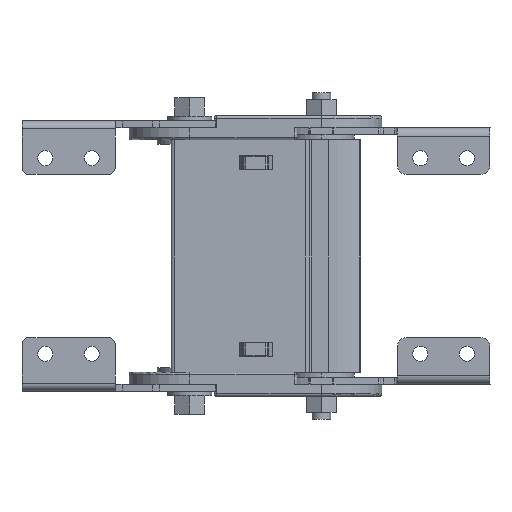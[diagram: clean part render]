
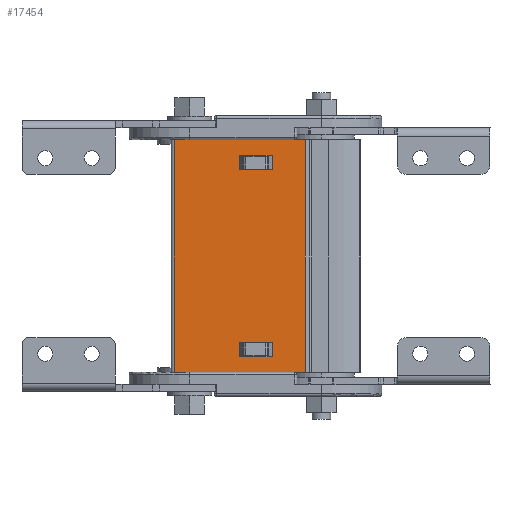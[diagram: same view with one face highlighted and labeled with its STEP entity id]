
A CAD part, front view. The second image highlights one B-rep face of the part: STEP entity #17454.
In plain terms, the highlighted planar face has unit normal (0, -1, 0).
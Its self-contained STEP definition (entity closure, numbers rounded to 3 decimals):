
#500 = VECTOR ( 'NONE', #1055, 1000. ) ;
#726 = ORIENTED_EDGE ( 'NONE', *, *, #14467, .T. ) ;
#842 = LINE ( 'NONE', #24156, #41587 ) ;
#1055 = DIRECTION ( 'NONE',  ( 0., 0., 1. ) ) ;
#1171 = VERTEX_POINT ( 'NONE', #30758 ) ;
#1200 = VERTEX_POINT ( 'NONE', #26567 ) ;
#3054 = EDGE_CURVE ( 'NONE', #23679, #32883, #7490, .T. ) ;
#3239 = CARTESIAN_POINT ( 'NONE',  ( -26.833, 71.004, 21.084 ) ) ;
#3610 = LINE ( 'NONE', #21113, #500 ) ;
#3661 = FACE_BOUND ( 'NONE', #49341, .T. ) ;
#5635 = VERTEX_POINT ( 'NONE', #39696 ) ;
#5735 = DIRECTION ( 'NONE',  ( 1., 0., 0. ) ) ;
#5898 = CARTESIAN_POINT ( 'NONE',  ( -26.833, 71.004, 14.784 ) ) ;
#6224 = VECTOR ( 'NONE', #23484, 1000. ) ;
#6438 = VECTOR ( 'NONE', #25515, 1000. ) ;
#6587 = CARTESIAN_POINT ( 'NONE',  ( -40.833, 71.004, 21.084 ) ) ;
#6856 = CARTESIAN_POINT ( 'NONE',  ( -40.833, 71.004, 21.084 ) ) ;
#7082 = ORIENTED_EDGE ( 'NONE', *, *, #25115, .F. ) ;
#7490 = LINE ( 'NONE', #50947, #6224 ) ;
#7735 = LINE ( 'NONE', #41038, #33727 ) ;
#9587 = CARTESIAN_POINT ( 'NONE',  ( -12.613, 71.004, 27.834 ) ) ;
#9821 = ORIENTED_EDGE ( 'NONE', *, *, #14527, .F. ) ;
#10269 = LINE ( 'NONE', #51026, #28919 ) ;
#10792 = EDGE_LOOP ( 'NONE', ( #22614, #40513, #44727, #726 ) ) ;
#11590 = CARTESIAN_POINT ( 'NONE',  ( -43.833, 71.004, 27.834 ) ) ;
#12117 = VERTEX_POINT ( 'NONE', #6587 ) ;
#13554 = CARTESIAN_POINT ( 'NONE',  ( -43.833, 71.004, -72.166 ) ) ;
#13821 = CARTESIAN_POINT ( 'NONE',  ( -40.833, 71.004, -65.416 ) ) ;
#14054 = VERTEX_POINT ( 'NONE', #3239 ) ;
#14296 = VERTEX_POINT ( 'NONE', #33159 ) ;
#14332 = EDGE_CURVE ( 'NONE', #50205, #5635, #39281, .T. ) ;
#14467 = EDGE_CURVE ( 'NONE', #34572, #22296, #16997, .T. ) ;
#14527 = EDGE_CURVE ( 'NONE', #1171, #1200, #42319, .T. ) ;
#15465 = CARTESIAN_POINT ( 'NONE',  ( -68.813, 71.004, 27.834 ) ) ;
#16997 = LINE ( 'NONE', #19333, #40509 ) ;
#17454 = ADVANCED_FACE ( 'NONE', ( #48796, #48219, #3661 ), #43255, .F. ) ;
#17481 = ORIENTED_EDGE ( 'NONE', *, *, #29242, .T. ) ;
#17486 = CARTESIAN_POINT ( 'NONE',  ( -40.833, 71.004, -65.416 ) ) ;
#18098 = VECTOR ( 'NONE', #5735, 1000. ) ;
#19333 = CARTESIAN_POINT ( 'NONE',  ( -43.833, 71.004, 27.834 ) ) ;
#19635 = LINE ( 'NONE', #6856, #26387 ) ;
#20388 = EDGE_CURVE ( 'NONE', #34572, #50205, #10269, .T. ) ;
#20823 = EDGE_CURVE ( 'NONE', #12117, #14054, #19635, .T. ) ;
#21113 = CARTESIAN_POINT ( 'NONE',  ( -26.833, 71.004, -59.116 ) ) ;
#21402 = ORIENTED_EDGE ( 'NONE', *, *, #23622, .T. ) ;
#22296 = VERTEX_POINT ( 'NONE', #15465 ) ;
#22379 = CARTESIAN_POINT ( 'NONE',  ( -12.613, 71.004, -72.166 ) ) ;
#22614 = ORIENTED_EDGE ( 'NONE', *, *, #28483, .T. ) ;
#23484 = DIRECTION ( 'NONE',  ( -1., 0., 0. ) ) ;
#23622 = EDGE_CURVE ( 'NONE', #32883, #12117, #27422, .T. ) ;
#23635 = EDGE_CURVE ( 'NONE', #46397, #14296, #45909, .T. ) ;
#23679 = VERTEX_POINT ( 'NONE', #5898 ) ;
#24156 = CARTESIAN_POINT ( 'NONE',  ( -26.833, 71.004, 14.784 ) ) ;
#24781 = CARTESIAN_POINT ( 'NONE',  ( -68.813, 71.004, 109.453 ) ) ;
#25115 = EDGE_CURVE ( 'NONE', #14296, #1171, #3610, .T. ) ;
#25515 = DIRECTION ( 'NONE',  ( -1., 0., 0. ) ) ;
#26270 = VECTOR ( 'NONE', #35381, 1000. ) ;
#26387 = VECTOR ( 'NONE', #27313, 1000. ) ;
#26567 = CARTESIAN_POINT ( 'NONE',  ( -40.833, 71.004, -59.116 ) ) ;
#27313 = DIRECTION ( 'NONE',  ( 1., 0., 0. ) ) ;
#27422 = LINE ( 'NONE', #37539, #49640 ) ;
#27453 = CARTESIAN_POINT ( 'NONE',  ( -40.833, 71.004, -59.116 ) ) ;
#28483 = EDGE_CURVE ( 'NONE', #22296, #5635, #32441, .T. ) ;
#28854 = ORIENTED_EDGE ( 'NONE', *, *, #23635, .F. ) ;
#28919 = VECTOR ( 'NONE', #35134, 1000. ) ;
#29242 = EDGE_CURVE ( 'NONE', #14054, #23679, #842, .T. ) ;
#30758 = CARTESIAN_POINT ( 'NONE',  ( -26.833, 71.004, -59.116 ) ) ;
#32441 = LINE ( 'NONE', #24781, #42299 ) ;
#32883 = VERTEX_POINT ( 'NONE', #46595 ) ;
#33159 = CARTESIAN_POINT ( 'NONE',  ( -26.833, 71.004, -65.416 ) ) ;
#33727 = VECTOR ( 'NONE', #44681, 1000. ) ;
#34572 = VERTEX_POINT ( 'NONE', #9587 ) ;
#34862 = DIRECTION ( 'NONE',  ( -1., 0., 0. ) ) ;
#35134 = DIRECTION ( 'NONE',  ( 0., 0., -1. ) ) ;
#35381 = DIRECTION ( 'NONE',  ( -1., 0., 0. ) ) ;
#37539 = CARTESIAN_POINT ( 'NONE',  ( -40.833, 71.004, 14.784 ) ) ;
#38599 = DIRECTION ( 'NONE',  ( 0., 1., 0. ) ) ;
#39281 = LINE ( 'NONE', #13554, #6438 ) ;
#39696 = CARTESIAN_POINT ( 'NONE',  ( -68.813, 71.004, -72.166 ) ) ;
#40509 = VECTOR ( 'NONE', #34862, 1000. ) ;
#40513 = ORIENTED_EDGE ( 'NONE', *, *, #14332, .F. ) ;
#41038 = CARTESIAN_POINT ( 'NONE',  ( -40.833, 71.004, -59.116 ) ) ;
#41333 = DIRECTION ( 'NONE',  ( 0., 0., 1. ) ) ;
#41587 = VECTOR ( 'NONE', #44172, 1000. ) ;
#42299 = VECTOR ( 'NONE', #44302, 1000. ) ;
#42319 = LINE ( 'NONE', #27453, #26270 ) ;
#42899 = DIRECTION ( 'NONE',  ( 0., 0., -1. ) ) ;
#43255 = PLANE ( 'NONE',  #43656 ) ;
#43656 = AXIS2_PLACEMENT_3D ( 'NONE', #11590, #38599, #42899 ) ;
#44172 = DIRECTION ( 'NONE',  ( 0., 0., -1. ) ) ;
#44300 = ORIENTED_EDGE ( 'NONE', *, *, #20823, .T. ) ;
#44302 = DIRECTION ( 'NONE',  ( 0., 0., -1. ) ) ;
#44681 = DIRECTION ( 'NONE',  ( 0., 0., -1. ) ) ;
#44727 = ORIENTED_EDGE ( 'NONE', *, *, #20388, .F. ) ;
#45909 = LINE ( 'NONE', #13821, #18098 ) ;
#46397 = VERTEX_POINT ( 'NONE', #17486 ) ;
#46595 = CARTESIAN_POINT ( 'NONE',  ( -40.833, 71.004, 14.784 ) ) ;
#46957 = EDGE_LOOP ( 'NONE', ( #47888, #21402, #44300, #17481 ) ) ;
#47353 = ORIENTED_EDGE ( 'NONE', *, *, #49712, .F. ) ;
#47888 = ORIENTED_EDGE ( 'NONE', *, *, #3054, .T. ) ;
#48219 = FACE_OUTER_BOUND ( 'NONE', #10792, .T. ) ;
#48796 = FACE_BOUND ( 'NONE', #46957, .T. ) ;
#49341 = EDGE_LOOP ( 'NONE', ( #9821, #7082, #28854, #47353 ) ) ;
#49640 = VECTOR ( 'NONE', #41333, 1000. ) ;
#49712 = EDGE_CURVE ( 'NONE', #1200, #46397, #7735, .T. ) ;
#50205 = VERTEX_POINT ( 'NONE', #22379 ) ;
#50947 = CARTESIAN_POINT ( 'NONE',  ( -40.833, 71.004, 14.784 ) ) ;
#51026 = CARTESIAN_POINT ( 'NONE',  ( -12.613, 71.004, 109.453 ) ) ;
